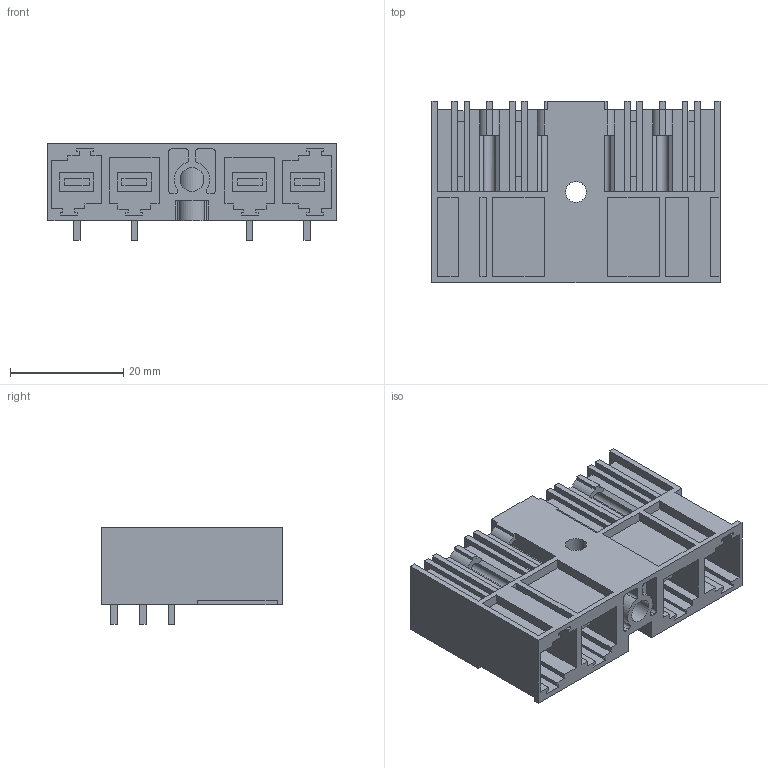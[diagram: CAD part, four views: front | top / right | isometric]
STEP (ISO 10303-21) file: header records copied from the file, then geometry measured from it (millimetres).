
FILE_DESCRIPTION(('CATIA V5 STEP Exchange','CAx-IF Rec.Pracs.--- Model Styling and Organization---1.4--- 2014-01-23'),'2;1');
FILE_NAME ('D1554762_0_2580870000_2580870000.stp','2022-12-14T13:49:49+00:00',('none'),('Weidmueller'),'CATIA Version 5-6 Release 2016 SP3 HF44','CATIA V5 STEP AP214','none');
FILE_SCHEMA(('AUTOMOTIVE_DESIGN { 1 0 10303 214 1 1 1 1 }'));
Length unit declared in the file: millimetre
Products named in the file (1): 2580870000
Bounding box: 50.8 x 32 x 17.1 mm (x, y, z)
Volume: 11939.1 mm3; surface area: 14986 mm2
Topology: 5 solids, 5 shells, 553 faces, 1600 edges, 1068 vertices
Faces by surface type: plane 502, cylinder 51
Entity records: 17064 total; most frequent: ORIENTED_EDGE 3200, CARTESIAN_POINT 3168, DIRECTION 2330, EDGE_CURVE 1600, VECTOR 1490, LINE 1490, VERTEX_POINT 1068, EDGE_LOOP 584
